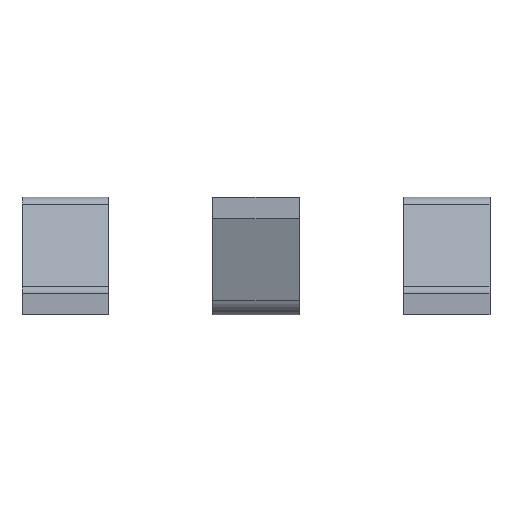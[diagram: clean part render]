
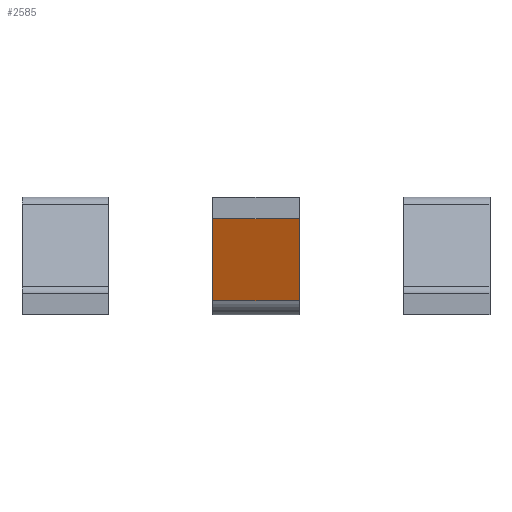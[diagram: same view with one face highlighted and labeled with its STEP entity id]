
A CAD part, left-side view. The second image highlights one B-rep face of the part: STEP entity #2585.
In plain terms, the highlighted planar face has unit normal (-0.94, 0, -0.342).
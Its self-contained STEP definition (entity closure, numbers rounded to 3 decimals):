
#1862 = PLANE('',#1863);
#1863 = AXIS2_PLACEMENT_3D('',#1864,#1865,#1866);
#1864 = CARTESIAN_POINT('',(0.865,0.215,0.243));
#1865 = DIRECTION('',(0.,1.,0.));
#1866 = DIRECTION('',(1.,0.,0.));
#1918 = PLANE('',#1919);
#1919 = AXIS2_PLACEMENT_3D('',#1920,#1921,#1922);
#1920 = CARTESIAN_POINT('',(0.865,-0.215,0.243));
#1921 = DIRECTION('',(-0.,-1.,-0.));
#1922 = DIRECTION('',(0.,0.,-1.));
#1990 = VERTEX_POINT('',#1991);
#1991 = CARTESIAN_POINT('',(0.824,0.215,0.071));
#2006 = CYLINDRICAL_SURFACE('',#2007,0.108);
#2007 = AXIS2_PLACEMENT_3D('',#2008,#2009,#2010);
#2008 = CARTESIAN_POINT('',(0.925,-0.215,0.108));
#2009 = DIRECTION('',(0.,1.,0.));
#2010 = DIRECTION('',(0.,0.,-1.));
#2018 = EDGE_CURVE('',#1990,#2019,#2021,.T.);
#2019 = VERTEX_POINT('',#2020);
#2020 = CARTESIAN_POINT('',(0.676,0.215,0.479));
#2021 = SURFACE_CURVE('',#2022,(#2026,#2033),.PCURVE_S1.);
#2022 = LINE('',#2023,#2024);
#2023 = CARTESIAN_POINT('',(0.85,0.215,0.));
#2024 = VECTOR('',#2025,1.);
#2025 = DIRECTION('',(-0.342,0.,0.94));
#2026 = PCURVE('',#1862,#2027);
#2027 = DEFINITIONAL_REPRESENTATION('',(#2028),#2032);
#2028 = LINE('',#2029,#2030);
#2029 = CARTESIAN_POINT('',(-0.015,0.243));
#2030 = VECTOR('',#2031,1.);
#2031 = DIRECTION('',(-0.342,-0.94));
#2032 = ( GEOMETRIC_REPRESENTATION_CONTEXT(2) 
PARAMETRIC_REPRESENTATION_CONTEXT() REPRESENTATION_CONTEXT('2D SPACE',''
  ) );
#2033 = PCURVE('',#2034,#2039);
#2034 = PLANE('',#2035);
#2035 = AXIS2_PLACEMENT_3D('',#2036,#2037,#2038);
#2036 = CARTESIAN_POINT('',(0.85,-0.215,0.));
#2037 = DIRECTION('',(0.94,0.,0.342));
#2038 = DIRECTION('',(-0.342,0.,0.94));
#2039 = DEFINITIONAL_REPRESENTATION('',(#2040),#2044);
#2040 = LINE('',#2041,#2042);
#2041 = CARTESIAN_POINT('',(0.,-0.43));
#2042 = VECTOR('',#2043,1.);
#2043 = DIRECTION('',(1.,0.));
#2044 = ( GEOMETRIC_REPRESENTATION_CONTEXT(2) 
PARAMETRIC_REPRESENTATION_CONTEXT() REPRESENTATION_CONTEXT('2D SPACE',''
  ) );
#2062 = PLANE('',#2063);
#2063 = AXIS2_PLACEMENT_3D('',#2064,#2065,#2066);
#2064 = CARTESIAN_POINT('',(0.65,-0.215,0.479));
#2065 = DIRECTION('',(0.,0.,1.));
#2066 = DIRECTION('',(1.,0.,0.));
#2461 = VERTEX_POINT('',#2462);
#2462 = CARTESIAN_POINT('',(0.676,-0.215,0.479));
#2483 = EDGE_CURVE('',#2484,#2461,#2486,.T.);
#2484 = VERTEX_POINT('',#2485);
#2485 = CARTESIAN_POINT('',(0.824,-0.215,0.071));
#2486 = SURFACE_CURVE('',#2487,(#2491,#2498),.PCURVE_S1.);
#2487 = LINE('',#2488,#2489);
#2488 = CARTESIAN_POINT('',(0.85,-0.215,0.));
#2489 = VECTOR('',#2490,1.);
#2490 = DIRECTION('',(-0.342,0.,0.94));
#2491 = PCURVE('',#1918,#2492);
#2492 = DEFINITIONAL_REPRESENTATION('',(#2493),#2497);
#2493 = LINE('',#2494,#2495);
#2494 = CARTESIAN_POINT('',(0.243,-0.015));
#2495 = VECTOR('',#2496,1.);
#2496 = DIRECTION('',(-0.94,-0.342));
#2497 = ( GEOMETRIC_REPRESENTATION_CONTEXT(2) 
PARAMETRIC_REPRESENTATION_CONTEXT() REPRESENTATION_CONTEXT('2D SPACE',''
  ) );
#2498 = PCURVE('',#2034,#2499);
#2499 = DEFINITIONAL_REPRESENTATION('',(#2500),#2504);
#2500 = LINE('',#2501,#2502);
#2501 = CARTESIAN_POINT('',(0.,0.));
#2502 = VECTOR('',#2503,1.);
#2503 = DIRECTION('',(1.,0.));
#2504 = ( GEOMETRIC_REPRESENTATION_CONTEXT(2) 
PARAMETRIC_REPRESENTATION_CONTEXT() REPRESENTATION_CONTEXT('2D SPACE',''
  ) );
#2563 = EDGE_CURVE('',#2484,#1990,#2564,.T.);
#2564 = SURFACE_CURVE('',#2565,(#2569,#2576),.PCURVE_S1.);
#2565 = LINE('',#2566,#2567);
#2566 = CARTESIAN_POINT('',(0.824,-0.215,0.071));
#2567 = VECTOR('',#2568,1.);
#2568 = DIRECTION('',(0.,1.,0.));
#2569 = PCURVE('',#2006,#2570);
#2570 = DEFINITIONAL_REPRESENTATION('',(#2571),#2575);
#2571 = LINE('',#2572,#2573);
#2572 = CARTESIAN_POINT('',(1.222,0.));
#2573 = VECTOR('',#2574,1.);
#2574 = DIRECTION('',(0.,1.));
#2575 = ( GEOMETRIC_REPRESENTATION_CONTEXT(2) 
PARAMETRIC_REPRESENTATION_CONTEXT() REPRESENTATION_CONTEXT('2D SPACE',''
  ) );
#2576 = PCURVE('',#2034,#2577);
#2577 = DEFINITIONAL_REPRESENTATION('',(#2578),#2582);
#2578 = LINE('',#2579,#2580);
#2579 = CARTESIAN_POINT('',(0.075,0.));
#2580 = VECTOR('',#2581,1.);
#2581 = DIRECTION('',(0.,-1.));
#2582 = ( GEOMETRIC_REPRESENTATION_CONTEXT(2) 
PARAMETRIC_REPRESENTATION_CONTEXT() REPRESENTATION_CONTEXT('2D SPACE',''
  ) );
#2585 = ADVANCED_FACE('',(#2586),#2034,.F.);
#2586 = FACE_BOUND('',#2587,.F.);
#2587 = EDGE_LOOP('',(#2588,#2589,#2590,#2591));
#2588 = ORIENTED_EDGE('',*,*,#2483,.F.);
#2589 = ORIENTED_EDGE('',*,*,#2563,.T.);
#2590 = ORIENTED_EDGE('',*,*,#2018,.T.);
#2591 = ORIENTED_EDGE('',*,*,#2592,.F.);
#2592 = EDGE_CURVE('',#2461,#2019,#2593,.T.);
#2593 = SURFACE_CURVE('',#2594,(#2598,#2604),.PCURVE_S1.);
#2594 = LINE('',#2595,#2596);
#2595 = CARTESIAN_POINT('',(0.676,-0.215,0.479));
#2596 = VECTOR('',#2597,1.);
#2597 = DIRECTION('',(0.,1.,0.));
#2598 = PCURVE('',#2034,#2599);
#2599 = DEFINITIONAL_REPRESENTATION('',(#2600),#2603);
#2600 = B_SPLINE_CURVE_WITH_KNOTS('',1,(#2601,#2602),.UNSPECIFIED.,.F.,
  .F.,(2,2),(-0.043,0.473),.PIECEWISE_BEZIER_KNOTS.);
#2601 = CARTESIAN_POINT('',(0.51,0.043));
#2602 = CARTESIAN_POINT('',(0.51,-0.473));
#2603 = ( GEOMETRIC_REPRESENTATION_CONTEXT(2) 
PARAMETRIC_REPRESENTATION_CONTEXT() REPRESENTATION_CONTEXT('2D SPACE',''
  ) );
#2604 = PCURVE('',#2062,#2605);
#2605 = DEFINITIONAL_REPRESENTATION('',(#2606),#2609);
#2606 = B_SPLINE_CURVE_WITH_KNOTS('',1,(#2607,#2608),.UNSPECIFIED.,.F.,
  .F.,(2,2),(-0.043,0.473),.PIECEWISE_BEZIER_KNOTS.);
#2607 = CARTESIAN_POINT('',(0.026,-0.043));
#2608 = CARTESIAN_POINT('',(0.026,0.473));
#2609 = ( GEOMETRIC_REPRESENTATION_CONTEXT(2) 
PARAMETRIC_REPRESENTATION_CONTEXT() REPRESENTATION_CONTEXT('2D SPACE',''
  ) );
